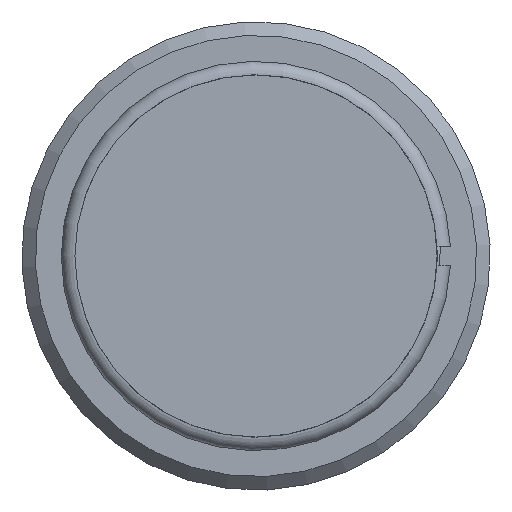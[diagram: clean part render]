
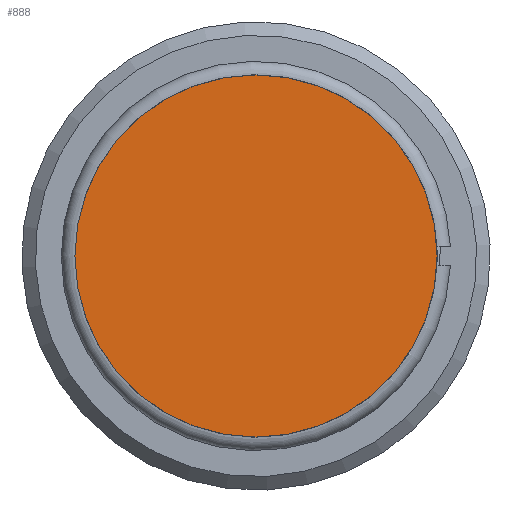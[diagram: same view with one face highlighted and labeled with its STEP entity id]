
A CAD part, left-side view. The second image highlights one B-rep face of the part: STEP entity #888.
In plain terms, the highlighted planar face has unit normal (-1, 0, 0).
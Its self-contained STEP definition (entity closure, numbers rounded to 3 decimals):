
#868=CARTESIAN_POINT('',(0.,4.0,0.0));
#869=VERTEX_POINT('',#868);
#870=CARTESIAN_POINT('',(0.0,0.0,0.0));
#871=DIRECTION('',(1.0,0.0,0.0));
#872=DIRECTION('',(0.0,1.0,0.0));
#873=AXIS2_PLACEMENT_3D('',#870,#871,#872);
#874=CIRCLE('',#873,4.0);
#875=EDGE_CURVE('',#869,#869,#874,.T.);
#880=CARTESIAN_POINT('',(0.,3.525,0.0));
#881=DIRECTION('',(-1.0,0.0,0.0));
#882=DIRECTION('',(0.0,0.0,1.0));
#883=AXIS2_PLACEMENT_3D('',#880,#881,#882);
#884=PLANE('',#883);
#885=ORIENTED_EDGE('',*,*,#875,.F.);
#886=EDGE_LOOP('',(#885));
#887=FACE_OUTER_BOUND('',#886,.T.);
#888=ADVANCED_FACE('',(#887),#884,.T.);
